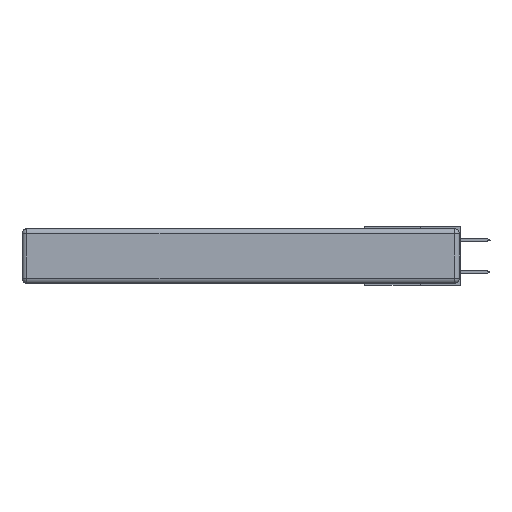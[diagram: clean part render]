
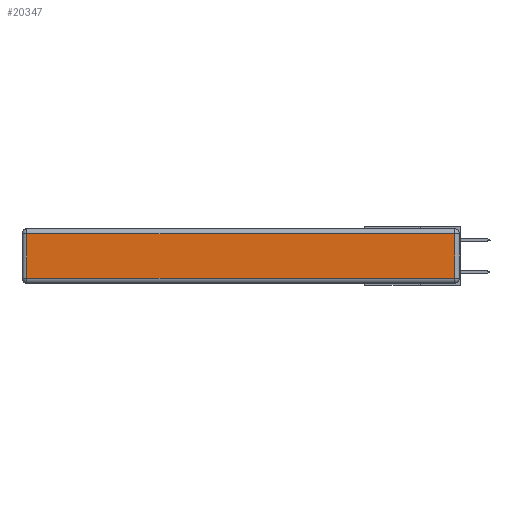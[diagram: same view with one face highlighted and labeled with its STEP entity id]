
A CAD part, left-side view. The second image highlights one B-rep face of the part: STEP entity #20347.
In plain terms, the highlighted planar face has unit normal (-1, 0, 0).
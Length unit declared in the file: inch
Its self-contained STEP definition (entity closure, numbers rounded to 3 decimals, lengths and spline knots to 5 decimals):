
#18 = DIRECTION ( 'NONE',  ( 0., -1., 0. ) ) ;
#56 = LINE ( 'NONE', #1891, #16530 ) ;
#1386 = CARTESIAN_POINT ( 'NONE',  ( 0., 0.03, -0.03 ) ) ;
#1481 = DIRECTION ( 'NONE',  ( 0., 1., 0. ) ) ;
#1891 = CARTESIAN_POINT ( 'NONE',  ( 0., 2.72, -0.343 ) ) ;
#2050 = EDGE_CURVE ( 'NONE', #6806, #15411, #8118, .T. ) ;
#2085 = CARTESIAN_POINT ( 'NONE',  ( 0., 2.72, -0.03 ) ) ;
#2501 = LINE ( 'NONE', #3380, #2996 ) ;
#2996 = VECTOR ( 'NONE', #1481, 39.37008 ) ;
#3380 = CARTESIAN_POINT ( 'NONE',  ( 0., 2.75, -0.03 ) ) ;
#3852 = EDGE_CURVE ( 'NONE', #19012, #6806, #56, .T. ) ;
#3853 = VERTEX_POINT ( 'NONE', #1386 ) ;
#4109 = ORIENTED_EDGE ( 'NONE', *, *, #2050, .T. ) ;
#5867 = EDGE_CURVE ( 'NONE', #15411, #3853, #12624, .T. ) ;
#6041 = CARTESIAN_POINT ( 'NONE',  ( 0., 2.72, -0.313 ) ) ;
#6806 = VERTEX_POINT ( 'NONE', #6041 ) ;
#8118 = LINE ( 'NONE', #17713, #13866 ) ;
#8233 = CARTESIAN_POINT ( 'NONE',  ( 0., 0.03, -0.343 ) ) ;
#9441 = EDGE_CURVE ( 'NONE', #3853, #19012, #2501, .T. ) ;
#9756 = DIRECTION ( 'NONE',  ( 0., 0., -1. ) ) ;
#10738 = ORIENTED_EDGE ( 'NONE', *, *, #9441, .T. ) ;
#12624 = LINE ( 'NONE', #8233, #16367 ) ;
#12715 = CARTESIAN_POINT ( 'NONE',  ( 0., 0.03, -0.313 ) ) ;
#13866 = VECTOR ( 'NONE', #18, 39.37008 ) ;
#13873 = ORIENTED_EDGE ( 'NONE', *, *, #5867, .T. ) ;
#14196 = EDGE_LOOP ( 'NONE', ( #4109, #13873, #10738, #16220 ) ) ;
#14268 = DIRECTION ( 'NONE',  ( -1., 0., 0. ) ) ;
#15411 = VERTEX_POINT ( 'NONE', #12715 ) ;
#15644 = DIRECTION ( 'NONE',  ( 0., 0., 1. ) ) ;
#15718 = PLANE ( 'NONE',  #18920 ) ;
#16220 = ORIENTED_EDGE ( 'NONE', *, *, #3852, .T. ) ;
#16367 = VECTOR ( 'NONE', #17844, 39.37008 ) ;
#16530 = VECTOR ( 'NONE', #9756, 39.37008 ) ;
#17713 = CARTESIAN_POINT ( 'NONE',  ( 0., 0., -0.313 ) ) ;
#17844 = DIRECTION ( 'NONE',  ( 0., 0., 1. ) ) ;
#18811 = CARTESIAN_POINT ( 'NONE',  ( 0., 0., -0.343 ) ) ;
#18920 = AXIS2_PLACEMENT_3D ( 'NONE', #18811, #14268, #15644 ) ;
#19007 = FACE_OUTER_BOUND ( 'NONE', #14196, .T. ) ;
#19012 = VERTEX_POINT ( 'NONE', #2085 ) ;
#20347 = ADVANCED_FACE ( 'NONE', ( #19007 ), #15718, .T. ) ;
